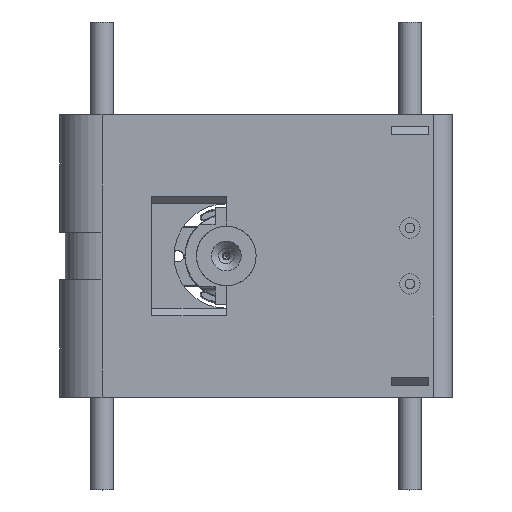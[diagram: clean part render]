
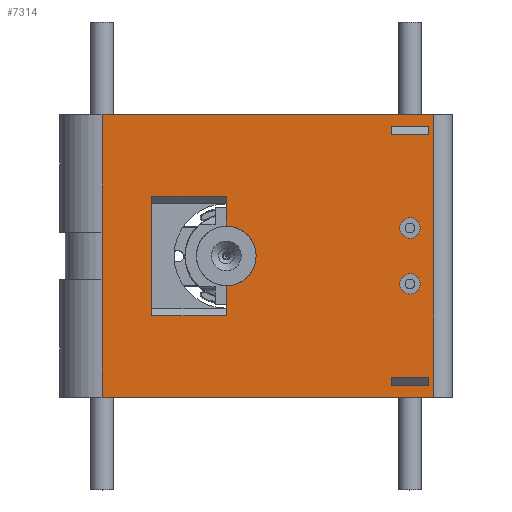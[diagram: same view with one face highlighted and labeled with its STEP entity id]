
A CAD part, top view. The second image highlights one B-rep face of the part: STEP entity #7314.
In plain terms, the highlighted planar face has unit normal (0, 0, 1).
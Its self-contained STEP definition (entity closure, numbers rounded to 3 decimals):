
#399=FACE_BOUND('',#1662,.T.);
#400=FACE_BOUND('',#1663,.T.);
#401=FACE_BOUND('',#1664,.T.);
#402=FACE_BOUND('',#1665,.T.);
#403=FACE_BOUND('',#1666,.T.);
#584=PLANE('',#8186);
#1134=FACE_OUTER_BOUND('',#1661,.T.);
#1661=EDGE_LOOP('',(#6299,#6300,#6301,#6302,#6303,#6304));
#1662=EDGE_LOOP('',(#6305,#6306,#6307,#6308));
#1663=EDGE_LOOP('',(#6309,#6310,#6311,#6312));
#1664=EDGE_LOOP('',(#6313));
#1665=EDGE_LOOP('',(#6314));
#1666=EDGE_LOOP('',(#6315,#6316,#6317,#6318,#6319,#6320));
#2141=LINE('',#16050,#2681);
#2142=LINE('',#16052,#2682);
#2143=LINE('',#16054,#2683);
#2144=LINE('',#16056,#2684);
#2145=LINE('',#16058,#2685);
#2146=LINE('',#16059,#2686);
#2147=LINE('',#16062,#2687);
#2148=LINE('',#16064,#2688);
#2149=LINE('',#16066,#2689);
#2150=LINE('',#16067,#2690);
#2151=LINE('',#16070,#2691);
#2152=LINE('',#16072,#2692);
#2153=LINE('',#16074,#2693);
#2154=LINE('',#16075,#2694);
#2155=LINE('',#16082,#2695);
#2156=LINE('',#16086,#2696);
#2157=LINE('',#16088,#2697);
#2158=LINE('',#16090,#2698);
#2159=LINE('',#16091,#2699);
#2681=VECTOR('',#9892,10.);
#2682=VECTOR('',#9893,10.);
#2683=VECTOR('',#9894,10.);
#2684=VECTOR('',#9895,10.);
#2685=VECTOR('',#9896,10.);
#2686=VECTOR('',#9897,10.);
#2687=VECTOR('',#9898,10.);
#2688=VECTOR('',#9899,10.);
#2689=VECTOR('',#9900,10.);
#2690=VECTOR('',#9901,10.);
#2691=VECTOR('',#9902,10.);
#2692=VECTOR('',#9903,10.);
#2693=VECTOR('',#9904,10.);
#2694=VECTOR('',#9905,10.);
#2695=VECTOR('',#9910,10.);
#2696=VECTOR('',#9913,10.);
#2697=VECTOR('',#9914,10.);
#2698=VECTOR('',#9915,10.);
#2699=VECTOR('',#9916,10.);
#3151=CIRCLE('',#8187,2.75);
#3152=CIRCLE('',#8188,2.75);
#3153=CIRCLE('',#8189,8.);
#3681=VERTEX_POINT('',#16048);
#3682=VERTEX_POINT('',#16049);
#3683=VERTEX_POINT('',#16051);
#3684=VERTEX_POINT('',#16053);
#3685=VERTEX_POINT('',#16055);
#3686=VERTEX_POINT('',#16057);
#3687=VERTEX_POINT('',#16060);
#3688=VERTEX_POINT('',#16061);
#3689=VERTEX_POINT('',#16063);
#3690=VERTEX_POINT('',#16065);
#3691=VERTEX_POINT('',#16068);
#3692=VERTEX_POINT('',#16069);
#3693=VERTEX_POINT('',#16071);
#3694=VERTEX_POINT('',#16073);
#3695=VERTEX_POINT('',#16076);
#3696=VERTEX_POINT('',#16078);
#3697=VERTEX_POINT('',#16080);
#3698=VERTEX_POINT('',#16081);
#3699=VERTEX_POINT('',#16083);
#3700=VERTEX_POINT('',#16085);
#3701=VERTEX_POINT('',#16087);
#3702=VERTEX_POINT('',#16089);
#4591=EDGE_CURVE('',#3681,#3682,#2141,.T.);
#4592=EDGE_CURVE('',#3683,#3682,#2142,.T.);
#4593=EDGE_CURVE('',#3684,#3683,#2143,.T.);
#4594=EDGE_CURVE('',#3684,#3685,#2144,.T.);
#4595=EDGE_CURVE('',#3685,#3686,#2145,.T.);
#4596=EDGE_CURVE('',#3686,#3681,#2146,.T.);
#4597=EDGE_CURVE('',#3687,#3688,#2147,.T.);
#4598=EDGE_CURVE('',#3688,#3689,#2148,.T.);
#4599=EDGE_CURVE('',#3689,#3690,#2149,.T.);
#4600=EDGE_CURVE('',#3690,#3687,#2150,.T.);
#4601=EDGE_CURVE('',#3691,#3692,#2151,.T.);
#4602=EDGE_CURVE('',#3692,#3693,#2152,.T.);
#4603=EDGE_CURVE('',#3693,#3694,#2153,.T.);
#4604=EDGE_CURVE('',#3694,#3691,#2154,.T.);
#4605=EDGE_CURVE('',#3695,#3695,#3151,.T.);
#4606=EDGE_CURVE('',#3696,#3696,#3152,.T.);
#4607=EDGE_CURVE('',#3697,#3698,#2155,.T.);
#4608=EDGE_CURVE('',#3698,#3699,#3153,.T.);
#4609=EDGE_CURVE('',#3699,#3700,#2156,.T.);
#4610=EDGE_CURVE('',#3701,#3700,#2157,.T.);
#4611=EDGE_CURVE('',#3701,#3702,#2158,.T.);
#4612=EDGE_CURVE('',#3697,#3702,#2159,.T.);
#6299=ORIENTED_EDGE('',*,*,#4591,.T.);
#6300=ORIENTED_EDGE('',*,*,#4592,.F.);
#6301=ORIENTED_EDGE('',*,*,#4593,.F.);
#6302=ORIENTED_EDGE('',*,*,#4594,.T.);
#6303=ORIENTED_EDGE('',*,*,#4595,.T.);
#6304=ORIENTED_EDGE('',*,*,#4596,.T.);
#6305=ORIENTED_EDGE('',*,*,#4597,.T.);
#6306=ORIENTED_EDGE('',*,*,#4598,.T.);
#6307=ORIENTED_EDGE('',*,*,#4599,.T.);
#6308=ORIENTED_EDGE('',*,*,#4600,.T.);
#6309=ORIENTED_EDGE('',*,*,#4601,.T.);
#6310=ORIENTED_EDGE('',*,*,#4602,.T.);
#6311=ORIENTED_EDGE('',*,*,#4603,.T.);
#6312=ORIENTED_EDGE('',*,*,#4604,.T.);
#6313=ORIENTED_EDGE('',*,*,#4605,.T.);
#6314=ORIENTED_EDGE('',*,*,#4606,.T.);
#6315=ORIENTED_EDGE('',*,*,#4607,.T.);
#6316=ORIENTED_EDGE('',*,*,#4608,.T.);
#6317=ORIENTED_EDGE('',*,*,#4609,.T.);
#6318=ORIENTED_EDGE('',*,*,#4610,.F.);
#6319=ORIENTED_EDGE('',*,*,#4611,.T.);
#6320=ORIENTED_EDGE('',*,*,#4612,.F.);
#7314=ADVANCED_FACE('',(#1134,#399,#400,#401,#402,#403),#584,.T.);
#8186=AXIS2_PLACEMENT_3D('',#16047,#9890,#9891);
#8187=AXIS2_PLACEMENT_3D('',#16077,#9906,#9907);
#8188=AXIS2_PLACEMENT_3D('',#16079,#9908,#9909);
#8189=AXIS2_PLACEMENT_3D('',#16084,#9911,#9912);
#9890=DIRECTION('center_axis',(0.,0.,1.));
#9891=DIRECTION('ref_axis',(1.,0.,0.));
#9892=DIRECTION('',(1.,0.,0.));
#9893=DIRECTION('',(0.,-1.,0.));
#9894=DIRECTION('',(1.,0.,0.));
#9895=DIRECTION('',(0.,-1.,0.));
#9896=DIRECTION('',(0.,-1.,0.));
#9897=DIRECTION('',(0.,-1.,0.));
#9898=DIRECTION('',(0.,-1.,0.));
#9899=DIRECTION('',(-1.,0.,0.));
#9900=DIRECTION('',(0.,1.,0.));
#9901=DIRECTION('',(1.,0.,0.));
#9902=DIRECTION('',(0.,-1.,0.));
#9903=DIRECTION('',(-1.,0.,0.));
#9904=DIRECTION('',(0.,1.,0.));
#9905=DIRECTION('',(1.,0.,0.));
#9906=DIRECTION('center_axis',(0.,0.,-1.));
#9907=DIRECTION('ref_axis',(-1.,0.,0.));
#9908=DIRECTION('center_axis',(0.,0.,-1.));
#9909=DIRECTION('ref_axis',(-1.,0.,0.));
#9910=DIRECTION('',(0.,-1.,0.));
#9911=DIRECTION('center_axis',(0.,0.,-1.));
#9912=DIRECTION('ref_axis',(-1.,0.,0.));
#9913=DIRECTION('',(0.,-1.,0.));
#9914=DIRECTION('',(1.,0.,0.));
#9915=DIRECTION('',(0.,1.,0.));
#9916=DIRECTION('',(-1.,0.,0.));
#16047=CARTESIAN_POINT('Origin',(0.,-21.6,11.35));
#16048=CARTESIAN_POINT('',(0.,-25.1,11.35));
#16049=CARTESIAN_POINT('',(88.975,-25.1,11.35));
#16050=CARTESIAN_POINT('',(88.82,-25.1,11.35));
#16051=CARTESIAN_POINT('',(88.975,50.65,11.35));
#16052=CARTESIAN_POINT('',(88.975,50.65,11.35));
#16053=CARTESIAN_POINT('',(0.,50.65,11.35));
#16054=CARTESIAN_POINT('',(20.656,50.65,11.35));
#16055=CARTESIAN_POINT('',(0.,19.15,11.35));
#16056=CARTESIAN_POINT('',(0.,-21.6,11.35));
#16057=CARTESIAN_POINT('',(0.,6.4,11.35));
#16058=CARTESIAN_POINT('',(0.,-21.6,11.35));
#16059=CARTESIAN_POINT('',(0.,-21.6,11.35));
#16060=CARTESIAN_POINT('',(87.6,47.468,11.35));
#16061=CARTESIAN_POINT('',(87.6,45.347,11.35));
#16062=CARTESIAN_POINT('',(87.6,13.73,11.35));
#16063=CARTESIAN_POINT('',(77.6,45.347,11.35));
#16064=CARTESIAN_POINT('',(43.8,45.347,11.35));
#16065=CARTESIAN_POINT('',(77.6,47.468,11.35));
#16066=CARTESIAN_POINT('',(77.6,13.199,11.35));
#16067=CARTESIAN_POINT('',(38.8,47.468,11.35));
#16068=CARTESIAN_POINT('',(87.6,-19.797,11.35));
#16069=CARTESIAN_POINT('',(87.6,-21.918,11.35));
#16070=CARTESIAN_POINT('',(87.6,-22.555,11.35));
#16071=CARTESIAN_POINT('',(77.6,-21.918,11.35));
#16072=CARTESIAN_POINT('',(38.8,-21.918,11.35));
#16073=CARTESIAN_POINT('',(77.6,-19.797,11.35));
#16074=CARTESIAN_POINT('',(77.6,-22.024,11.35));
#16075=CARTESIAN_POINT('',(43.8,-19.797,11.35));
#16076=CARTESIAN_POINT('',(85.35,5.275,11.35));
#16077=CARTESIAN_POINT('Origin',(82.6,5.275,11.35));
#16078=CARTESIAN_POINT('',(85.35,20.275,11.35));
#16079=CARTESIAN_POINT('Origin',(82.6,20.275,11.35));
#16080=CARTESIAN_POINT('',(33.35,28.775,11.35));
#16081=CARTESIAN_POINT('',(33.35,20.775,11.35));
#16082=CARTESIAN_POINT('',(33.35,-10.913,11.35));
#16083=CARTESIAN_POINT('',(33.35,4.775,11.35));
#16084=CARTESIAN_POINT('Origin',(33.35,12.775,11.35));
#16085=CARTESIAN_POINT('',(33.35,-3.225,11.35));
#16086=CARTESIAN_POINT('',(33.35,-10.913,11.35));
#16087=CARTESIAN_POINT('',(13.35,-3.225,11.35));
#16088=CARTESIAN_POINT('',(16.675,-3.225,11.35));
#16089=CARTESIAN_POINT('',(13.35,28.775,11.35));
#16090=CARTESIAN_POINT('',(13.35,-11.413,11.35));
#16091=CARTESIAN_POINT('',(6.675,28.775,11.35));
